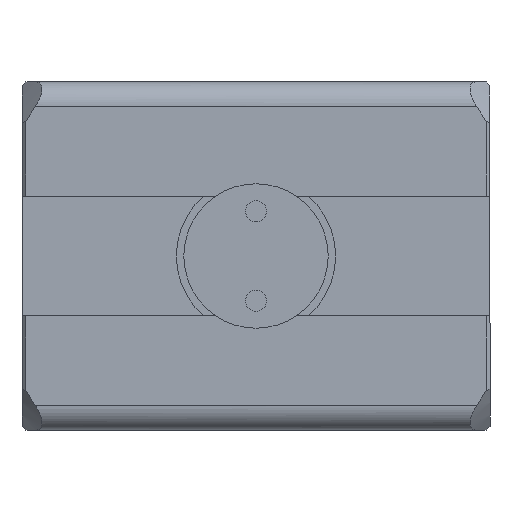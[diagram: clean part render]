
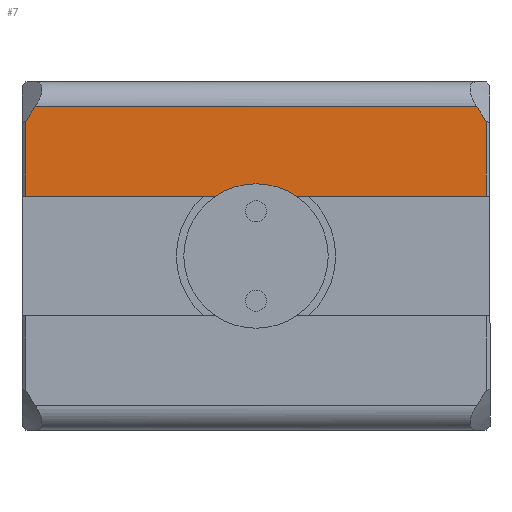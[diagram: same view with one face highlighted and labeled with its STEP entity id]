
A CAD part, front view. The second image highlights one B-rep face of the part: STEP entity #7.
In plain terms, the highlighted planar face has unit normal (0, -1, 0).
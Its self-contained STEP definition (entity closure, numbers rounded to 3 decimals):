
#7 = ADVANCED_FACE ( 'NONE', ( #8976 ), #11656, .F. ) ;
#40 = VECTOR ( 'NONE', #4711, 1000. ) ;
#497 = DIRECTION ( 'NONE',  ( -1., 0., 0. ) ) ;
#563 = LINE ( 'NONE', #8880, #10353 ) ;
#1009 = CARTESIAN_POINT ( 'NONE',  ( -23.1, -17.5, -15. ) ) ;
#1241 = ORIENTED_EDGE ( 'NONE', *, *, #3611, .T. ) ;
#1246 = DIRECTION ( 'NONE',  ( -1., 0., 0. ) ) ;
#1311 = VECTOR ( 'NONE', #1246, 1000. ) ;
#1351 = ORIENTED_EDGE ( 'NONE', *, *, #11668, .T. ) ;
#1366 = EDGE_CURVE ( 'NONE', #3183, #8099, #4585, .T. ) ;
#1571 = CARTESIAN_POINT ( 'NONE',  ( 23.5, -17.5, 6. ) ) ;
#1593 = VECTOR ( 'NONE', #497, 1000. ) ;
#1636 = CARTESIAN_POINT ( 'NONE',  ( 22.164, -17.5, 15. ) ) ;
#1814 = CARTESIAN_POINT ( 'NONE',  ( 22.164, -17.5, 15. ) ) ;
#1900 = LINE ( 'NONE', #6336, #4708 ) ;
#2123 = VERTEX_POINT ( 'NONE', #8897 ) ;
#2255 = ORIENTED_EDGE ( 'NONE', *, *, #10629, .T. ) ;
#2399 = EDGE_CURVE ( 'NONE', #6957, #8979, #7783, .T. ) ;
#2492 = AXIS2_PLACEMENT_3D ( 'NONE', #1571, #8004, #6841 ) ;
#2609 = CARTESIAN_POINT ( 'NONE',  ( -23.1, -17.5, 6. ) ) ;
#2903 = CARTESIAN_POINT ( 'NONE',  ( -23.1, -17.5, 13.518 ) ) ;
#3183 = VERTEX_POINT ( 'NONE', #5182 ) ;
#3610 = EDGE_CURVE ( 'NONE', #6957, #3183, #4725, .T. ) ;
#3611 = EDGE_CURVE ( 'NONE', #3897, #7392, #5324, .T. ) ;
#3613 = ORIENTED_EDGE ( 'NONE', *, *, #2399, .F. ) ;
#3641 = CARTESIAN_POINT ( 'NONE',  ( 4.07, -17.5, 6. ) ) ;
#3742 = CARTESIAN_POINT ( 'NONE',  ( -22.164, -17.5, 15. ) ) ;
#3807 = DIRECTION ( 'NONE',  ( 0., 0., 1. ) ) ;
#3897 = VERTEX_POINT ( 'NONE', #5611 ) ;
#3921 = ORIENTED_EDGE ( 'NONE', *, *, #1366, .T. ) ;
#4055 = EDGE_CURVE ( 'NONE', #11418, #3897, #563, .T. ) ;
#4142 = LINE ( 'NONE', #6137, #1593 ) ;
#4156 = CARTESIAN_POINT ( 'NONE',  ( 23.5, -17.5, 6. ) ) ;
#4520 = DIRECTION ( 'NONE',  ( 0., 0., 1. ) ) ;
#4536 = CARTESIAN_POINT ( 'NONE',  ( 0., -17.5, 0. ) ) ;
#4550 = CARTESIAN_POINT ( 'NONE',  ( 22.795, -17.5, 14.016 ) ) ;
#4585 = CIRCLE ( 'NONE', #6134, 7.25 ) ;
#4708 = VECTOR ( 'NONE', #4520, 1000. ) ;
#4711 = DIRECTION ( 'NONE',  ( 0., 0., -1. ) ) ;
#4725 = CIRCLE ( 'NONE', #10142, 7.25 ) ;
#5182 = CARTESIAN_POINT ( 'NONE',  ( 0., -17.5, 7.25 ) ) ;
#5324 = B_SPLINE_CURVE_WITH_KNOTS ( 'NONE', 3,
 ( #3742, #8475, #7308, #2903 ),
 .UNSPECIFIED., .F., .F.,
 ( 4, 4 ),
 ( 0.016, 0.018 ),
 .UNSPECIFIED. ) ;
#5367 = CARTESIAN_POINT ( 'NONE',  ( -4.07, -17.5, 6. ) ) ;
#5502 = ORIENTED_EDGE ( 'NONE', *, *, #4055, .T. ) ;
#5529 = CARTESIAN_POINT ( 'NONE',  ( 22.483, -17.5, 14.511 ) ) ;
#5539 = VERTEX_POINT ( 'NONE', #6030 ) ;
#5611 = CARTESIAN_POINT ( 'NONE',  ( -22.164, -17.5, 15. ) ) ;
#5620 = LINE ( 'NONE', #1009, #40 ) ;
#6008 = DIRECTION ( 'NONE',  ( -1., 0., 0. ) ) ;
#6030 = CARTESIAN_POINT ( 'NONE',  ( 23.1, -17.5, 13.518 ) ) ;
#6093 = EDGE_CURVE ( 'NONE', #2123, #8099, #4142, .T. ) ;
#6134 = AXIS2_PLACEMENT_3D ( 'NONE', #9309, #11251, #10153 ) ;
#6137 = CARTESIAN_POINT ( 'NONE',  ( 23.5, -17.5, 6. ) ) ;
#6336 = CARTESIAN_POINT ( 'NONE',  ( 23.1, -17.5, 12.854 ) ) ;
#6532 = CARTESIAN_POINT ( 'NONE',  ( 23.1, -17.5, 13.518 ) ) ;
#6805 = CARTESIAN_POINT ( 'NONE',  ( -23.1, -17.5, 13.518 ) ) ;
#6841 = DIRECTION ( 'NONE',  ( 0., 0., 1. ) ) ;
#6957 = VERTEX_POINT ( 'NONE', #5367 ) ;
#7308 = CARTESIAN_POINT ( 'NONE',  ( -22.795, -17.5, 14.016 ) ) ;
#7392 = VERTEX_POINT ( 'NONE', #6805 ) ;
#7539 = B_SPLINE_CURVE_WITH_KNOTS ( 'NONE', 3,
 ( #6532, #4550, #5529, #1814 ),
 .UNSPECIFIED., .F., .F.,
 ( 4, 4 ),
 ( 0.009, 0.011 ),
 .UNSPECIFIED. ) ;
#7783 = LINE ( 'NONE', #4156, #1311 ) ;
#8004 = DIRECTION ( 'NONE',  ( 0., 1., 0. ) ) ;
#8099 = VERTEX_POINT ( 'NONE', #3641 ) ;
#8221 = ORIENTED_EDGE ( 'NONE', *, *, #6093, .F. ) ;
#8475 = CARTESIAN_POINT ( 'NONE',  ( -22.483, -17.5, 14.511 ) ) ;
#8858 = ORIENTED_EDGE ( 'NONE', *, *, #3610, .T. ) ;
#8880 = CARTESIAN_POINT ( 'NONE',  ( 23.5, -17.5, 15. ) ) ;
#8897 = CARTESIAN_POINT ( 'NONE',  ( 23.1, -17.5, 6. ) ) ;
#8976 = FACE_OUTER_BOUND ( 'NONE', #11576, .T. ) ;
#8979 = VERTEX_POINT ( 'NONE', #2609 ) ;
#9156 = EDGE_CURVE ( 'NONE', #5539, #11418, #7539, .T. ) ;
#9309 = CARTESIAN_POINT ( 'NONE',  ( 0., -17.5, 0. ) ) ;
#10037 = ORIENTED_EDGE ( 'NONE', *, *, #9156, .T. ) ;
#10142 = AXIS2_PLACEMENT_3D ( 'NONE', #4536, #11145, #3807 ) ;
#10153 = DIRECTION ( 'NONE',  ( 0., 0., 1. ) ) ;
#10353 = VECTOR ( 'NONE', #6008, 1000. ) ;
#10629 = EDGE_CURVE ( 'NONE', #7392, #8979, #5620, .T. ) ;
#11145 = DIRECTION ( 'NONE',  ( 0., 1., 0. ) ) ;
#11251 = DIRECTION ( 'NONE',  ( 0., 1., 0. ) ) ;
#11418 = VERTEX_POINT ( 'NONE', #1636 ) ;
#11576 = EDGE_LOOP ( 'NONE', ( #1241, #2255, #3613, #8858, #3921, #8221, #1351, #10037, #5502 ) ) ;
#11656 = PLANE ( 'NONE',  #2492 ) ;
#11668 = EDGE_CURVE ( 'NONE', #2123, #5539, #1900, .T. ) ;
